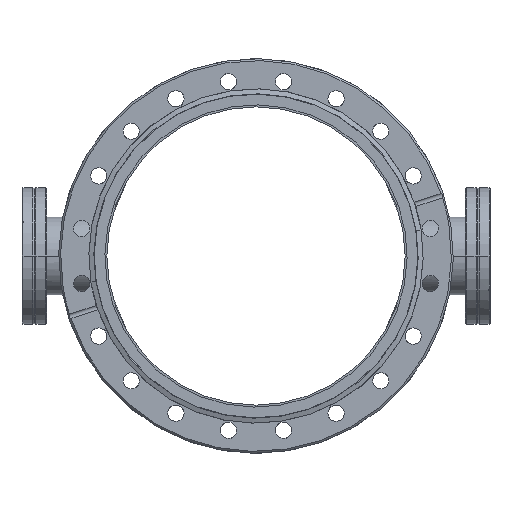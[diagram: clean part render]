
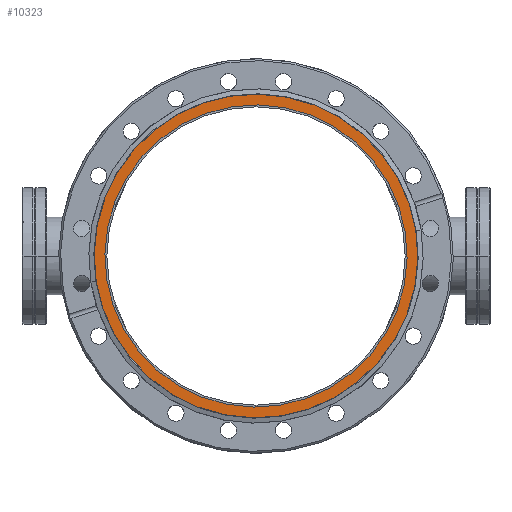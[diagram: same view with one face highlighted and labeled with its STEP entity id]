
A CAD part, left-side view. The second image highlights one B-rep face of the part: STEP entity #10323.
In plain terms, the highlighted planar face has unit normal (-1, 0, 0).
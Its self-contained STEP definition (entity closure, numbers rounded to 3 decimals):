
#37 = VERTEX_POINT ( 'NONE', #11114 ) ;
#189 = VERTEX_POINT ( 'NONE', #1782 ) ;
#445 = FACE_BOUND ( 'NONE', #10742, .T. ) ;
#464 = EDGE_CURVE ( 'NONE', #37, #189, #5681, .T. ) ;
#1427 = VERTEX_POINT ( 'NONE', #10401 ) ;
#1782 = CARTESIAN_POINT ( 'NONE',  ( -8.3, 81.976, -12.984 ) ) ;
#1787 = EDGE_CURVE ( 'NONE', #1427, #1842, #9887, .T. ) ;
#1842 = VERTEX_POINT ( 'NONE', #12505 ) ;
#2833 = AXIS2_PLACEMENT_3D ( 'NONE', #10464, #10459, #10431 ) ;
#5188 = AXIS2_PLACEMENT_3D ( 'NONE', #9394, #9359, #9247 ) ;
#5681 = CIRCLE ( 'NONE', #10487, 82.998 ) ;
#6046 = AXIS2_PLACEMENT_3D ( 'NONE', #12781, #12739, #12715 ) ;
#6373 = CIRCLE ( 'NONE', #11586, 77.5 ) ;
#7519 = DIRECTION ( 'NONE',  ( 0., 0.988, -0.156 ) ) ;
#8294 = CARTESIAN_POINT ( 'NONE',  ( -8.3, 0., 0. ) ) ;
#8356 = DIRECTION ( 'NONE',  ( -1., 0., 0. ) ) ;
#8857 = FACE_OUTER_BOUND ( 'NONE', #10683, .T. ) ;
#8957 = EDGE_CURVE ( 'NONE', #189, #37, #13239, .T. ) ;
#9247 = DIRECTION ( 'NONE',  ( 0., 0.988, -0.156 ) ) ;
#9359 = DIRECTION ( 'NONE',  ( -1., 0., 0. ) ) ;
#9394 = CARTESIAN_POINT ( 'NONE',  ( -8.3, 0., 0. ) ) ;
#9794 = ORIENTED_EDGE ( 'NONE', *, *, #8957, .T. ) ;
#9887 = CIRCLE ( 'NONE', #6046, 77.5 ) ;
#10024 = ORIENTED_EDGE ( 'NONE', *, *, #464, .T. ) ;
#10320 = EDGE_CURVE ( 'NONE', #1842, #1427, #6373, .T. ) ;
#10323 = ADVANCED_FACE ( 'NONE', ( #8857, #445 ), #10674, .T. ) ;
#10401 = CARTESIAN_POINT ( 'NONE',  ( -8.3, 76.546, -12.124 ) ) ;
#10431 = DIRECTION ( 'NONE',  ( 0., 0.988, -0.156 ) ) ;
#10459 = DIRECTION ( 'NONE',  ( -1., 0., 0. ) ) ;
#10464 = CARTESIAN_POINT ( 'NONE',  ( -8.3, 0., 0. ) ) ;
#10487 = AXIS2_PLACEMENT_3D ( 'NONE', #8294, #8356, #7519 ) ;
#10574 = DIRECTION ( 'NONE',  ( 0., 0.988, -0.156 ) ) ;
#10578 = DIRECTION ( 'NONE',  ( 1., 0., 0. ) ) ;
#10614 = CARTESIAN_POINT ( 'NONE',  ( -8.3, 0., 0. ) ) ;
#10674 = PLANE ( 'NONE',  #2833 ) ;
#10683 = EDGE_LOOP ( 'NONE', ( #9794, #10024 ) ) ;
#10742 = EDGE_LOOP ( 'NONE', ( #11692, #11965 ) ) ;
#11114 = CARTESIAN_POINT ( 'NONE',  ( -8.3, -81.976, 12.984 ) ) ;
#11586 = AXIS2_PLACEMENT_3D ( 'NONE', #10614, #10578, #10574 ) ;
#11692 = ORIENTED_EDGE ( 'NONE', *, *, #10320, .T. ) ;
#11965 = ORIENTED_EDGE ( 'NONE', *, *, #1787, .T. ) ;
#12505 = CARTESIAN_POINT ( 'NONE',  ( -8.3, -76.546, 12.124 ) ) ;
#12715 = DIRECTION ( 'NONE',  ( 0., 0.988, -0.156 ) ) ;
#12739 = DIRECTION ( 'NONE',  ( 1., 0., 0. ) ) ;
#12781 = CARTESIAN_POINT ( 'NONE',  ( -8.3, 0., 0. ) ) ;
#13239 = CIRCLE ( 'NONE', #5188, 82.998 ) ;
